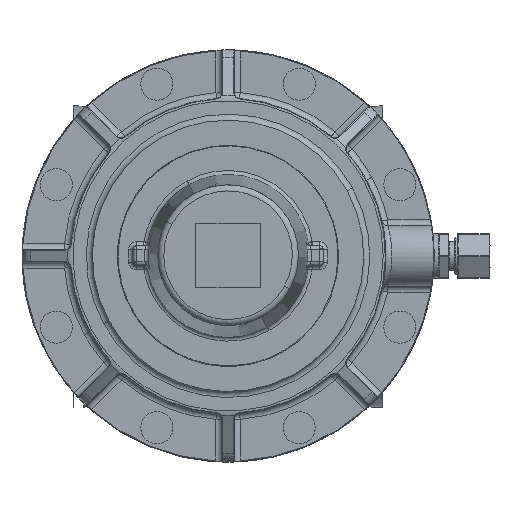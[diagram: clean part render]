
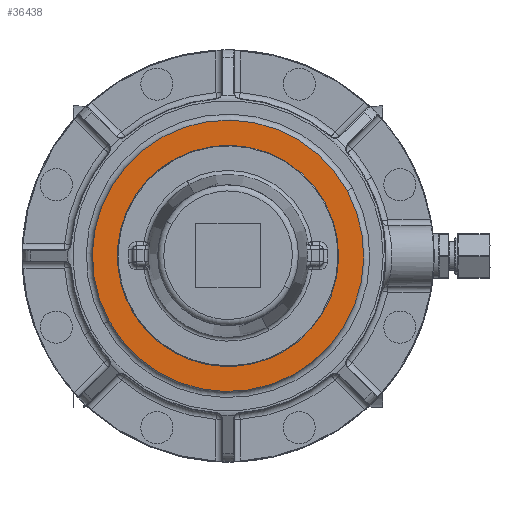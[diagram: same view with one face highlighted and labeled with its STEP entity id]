
A CAD part, top view. The second image highlights one B-rep face of the part: STEP entity #36438.
In plain terms, the highlighted planar face has unit normal (0, 0, 1).
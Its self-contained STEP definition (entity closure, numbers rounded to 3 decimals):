
#36297=AXIS2_PLACEMENT_3D('Circle Axis2P3D',#36295,#36296,$) ;
#36321=AXIS2_PLACEMENT_3D('Circle Axis2P3D',#36319,#36320,$) ;
#36406=AXIS2_PLACEMENT_3D('Plane Axis2P3D',#36403,#36404,#36405) ;
#36414=AXIS2_PLACEMENT_3D('Circle Axis2P3D',#36412,#36413,$) ;
#36423=AXIS2_PLACEMENT_3D('Circle Axis2P3D',#36421,#36422,$) ;
#36430=AXIS2_PLACEMENT_3D('Circle Axis2P3D',#36428,#36429,$) ;
#36292=CARTESIAN_POINT('Vertex',(59.237,32.361,179.)) ;
#36295=CARTESIAN_POINT('Axis2P3D Location',(0.,0.,179.)) ;
#36299=CARTESIAN_POINT('Vertex',(-59.237,-32.361,179.)) ;
#36319=CARTESIAN_POINT('Axis2P3D Location',(0.,0.,179.)) ;
#36403=CARTESIAN_POINT('Axis2P3D Location',(-10.,0.,179.)) ;
#36412=CARTESIAN_POINT('Axis2P3D Location',(0.,0.,179.)) ;
#36416=CARTESIAN_POINT('Vertex',(26.129,-47.828,179.)) ;
#36418=CARTESIAN_POINT('Vertex',(-26.129,47.828,179.)) ;
#36421=CARTESIAN_POINT('Axis2P3D Location',(0.,0.,179.)) ;
#36425=CARTESIAN_POINT('Vertex',(20.212,-50.613,179.)) ;
#36428=CARTESIAN_POINT('Axis2P3D Location',(0.,0.,179.)) ;
#36296=DIRECTION('Axis2P3D Direction',(0.,0.,1.)) ;
#36320=DIRECTION('Axis2P3D Direction',(0.,0.,1.)) ;
#36404=DIRECTION('Axis2P3D Direction',(0.,0.,1.)) ;
#36405=DIRECTION('Axis2P3D XDirection',(-1.,0.,0.)) ;
#36413=DIRECTION('Axis2P3D Direction',(0.,0.,1.)) ;
#36422=DIRECTION('Axis2P3D Direction',(0.,0.,1.)) ;
#36429=DIRECTION('Axis2P3D Direction',(0.,0.,1.)) ;
#36409=ORIENTED_EDGE('',*,*,#36323,.T.) ;
#36410=ORIENTED_EDGE('',*,*,#36301,.T.) ;
#36434=ORIENTED_EDGE('',*,*,#36420,.F.) ;
#36435=ORIENTED_EDGE('',*,*,#36427,.F.) ;
#36436=ORIENTED_EDGE('',*,*,#36432,.F.) ;
#36437=FACE_BOUND('',#36433,.T.) ;
#36438=ADVANCED_FACE('Brep With Voids',(#36411,#36437),#36407,.T.) ;
#36298=CIRCLE('generated circle',#36297,67.5) ;
#36322=CIRCLE('generated circle',#36321,67.5) ;
#36415=CIRCLE('generated circle',#36414,54.5) ;
#36424=CIRCLE('generated circle',#36423,54.5) ;
#36431=CIRCLE('generated circle',#36430,54.5) ;
#36301=EDGE_CURVE('',#36300,#36293,#36298,.T.) ;
#36323=EDGE_CURVE('',#36293,#36300,#36322,.T.) ;
#36420=EDGE_CURVE('',#36417,#36419,#36415,.T.) ;
#36427=EDGE_CURVE('',#36426,#36417,#36424,.T.) ;
#36432=EDGE_CURVE('',#36419,#36426,#36431,.T.) ;
#36408=EDGE_LOOP('',(#36409,#36410)) ;
#36433=EDGE_LOOP('',(#36434,#36435,#36436)) ;
#36411=FACE_OUTER_BOUND('',#36408,.T.) ;
#36407=PLANE('Plane',#36406) ;
#36293=VERTEX_POINT('',#36292) ;
#36300=VERTEX_POINT('',#36299) ;
#36417=VERTEX_POINT('',#36416) ;
#36419=VERTEX_POINT('',#36418) ;
#36426=VERTEX_POINT('',#36425) ;
